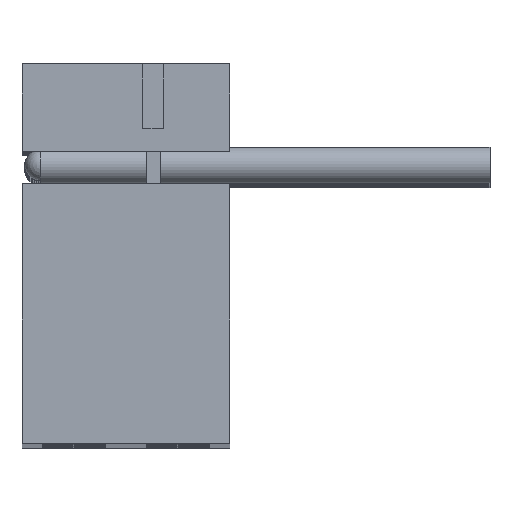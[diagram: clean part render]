
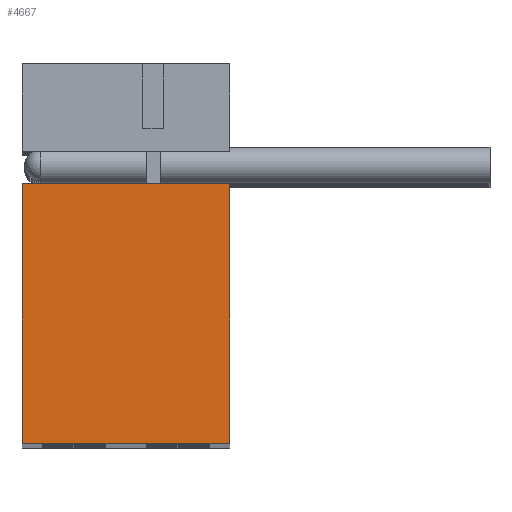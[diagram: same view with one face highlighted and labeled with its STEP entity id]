
A CAD part, top view. The second image highlights one B-rep face of the part: STEP entity #4667.
In plain terms, the highlighted face is planar.
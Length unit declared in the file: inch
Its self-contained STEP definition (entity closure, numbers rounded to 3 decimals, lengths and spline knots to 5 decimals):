
#4667=ADVANCED_FACE( '', ( #9168 ), #9169, .F. );
#5266=DIRECTION( '', ( 0., 0., 1. ) );
#5269=DIRECTION( '', ( 0., 0., -1. ) );
#5271=DIRECTION( '', ( -1., 0., 0. ) );
#9168=FACE_OUTER_BOUND( '', #14097, .T. );
#9169=PLANE( '', #14098 );
#14097=EDGE_LOOP( '', ( #28339, #28340, #28341, #28342 ) );
#14098=AXIS2_PLACEMENT_3D( '', #28343, #5271, #5266 );
#21093=CARTESIAN_POINT( '', ( 1.2795, 0.25, -0.1 ) );
#28339=ORIENTED_EDGE( '', *, *, #36536, .T. );
#28340=ORIENTED_EDGE( '', *, *, #35512, .T. );
#28341=ORIENTED_EDGE( '', *, *, #36631, .F. );
#28342=ORIENTED_EDGE( '', *, *, #33799, .F. );
#28343=CARTESIAN_POINT( '', ( 1.2795, 0.25, 0.1 ) );
#33799=EDGE_CURVE( '', #42580, #42582, #42583, .T. );
#35512=EDGE_CURVE( '', #45609, #45607, #45610, .T. );
#36536=EDGE_CURVE( '', #42580, #45609, #47308, .T. );
#36631=EDGE_CURVE( '', #42582, #45607, #47455, .T. );
#42580=VERTEX_POINT( '', #28343 );
#42582=VERTEX_POINT( '', #21093 );
#42583=LINE( '', #28343, #52008 );
#45607=VERTEX_POINT( '', #54440 );
#45609=VERTEX_POINT( '', #54441 );
#45610=LINE( '', #54441, #52008 );
#47308=LINE( '', #28343, #52015 );
#47455=LINE( '', #21093, #52015 );
#52008=VECTOR( '', #5269, 39.37008 );
#52015=VECTOR( '', #56829, 39.37008 );
#54440=CARTESIAN_POINT( '', ( 1.2795, 0., -0.1 ) );
#54441=CARTESIAN_POINT( '', ( 1.2795, 0., 0.1 ) );
#56829=DIRECTION( '', ( 0., -1., 0. ) );
